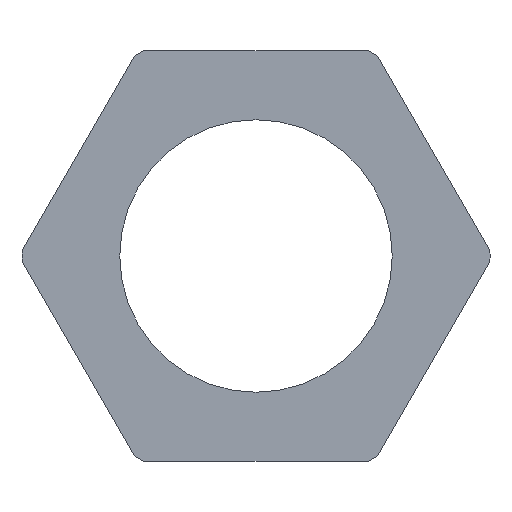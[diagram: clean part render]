
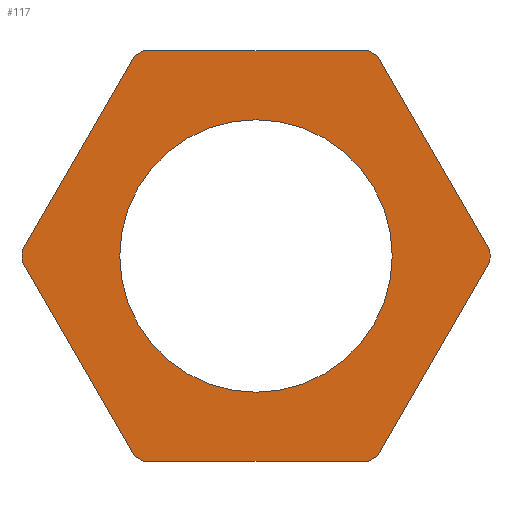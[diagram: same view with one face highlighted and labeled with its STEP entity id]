
A CAD part, front view. The second image highlights one B-rep face of the part: STEP entity #117.
In plain terms, the highlighted planar face has unit normal (0, -1, 0).
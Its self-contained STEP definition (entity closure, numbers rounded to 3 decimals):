
#1 = DIRECTION ( 'NONE',  ( 1., 0., 0. ) ) ;
#4 = AXIS2_PLACEMENT_3D ( 'NONE', #160, #279, #284 ) ;
#22 = CARTESIAN_POINT ( 'NONE',  ( 12.447, -2.575, 0.292 ) ) ;
#23 = ORIENTED_EDGE ( 'NONE', *, *, #405, .T. ) ;
#30 = ORIENTED_EDGE ( 'NONE', *, *, #490, .T. ) ;
#38 = ORIENTED_EDGE ( 'NONE', *, *, #254, .T. ) ;
#43 = VECTOR ( 'NONE', #1, 1000. ) ;
#50 = AXIS2_PLACEMENT_3D ( 'NONE', #246, #172, #551 ) ;
#55 = EDGE_CURVE ( 'NONE', #256, #209, #466, .T. ) ;
#57 = CARTESIAN_POINT ( 'NONE',  ( 0., -2.575, -7.25 ) ) ;
#59 = LINE ( 'NONE', #470, #43 ) ;
#60 = ORIENTED_EDGE ( 'NONE', *, *, #287, .F. ) ;
#65 = AXIS2_PLACEMENT_3D ( 'NONE', #124, #413, #503 ) ;
#81 = CARTESIAN_POINT ( 'NONE',  ( 5.971, -2.575, 10.925 ) ) ;
#85 = CARTESIAN_POINT ( 'NONE',  ( -5.971, -2.575, -10.925 ) ) ;
#88 = VERTEX_POINT ( 'NONE', #552 ) ;
#89 = LINE ( 'NONE', #544, #103 ) ;
#90 = VERTEX_POINT ( 'NONE', #81 ) ;
#91 = CARTESIAN_POINT ( 'NONE',  ( 6.308, -2.575, 10.925 ) ) ;
#102 = ORIENTED_EDGE ( 'NONE', *, *, #335, .T. ) ;
#103 = VECTOR ( 'NONE', #459, 1000. ) ;
#108 = ORIENTED_EDGE ( 'NONE', *, *, #434, .F. ) ;
#112 = CIRCLE ( 'NONE', #245, 12.45 ) ;
#114 = VERTEX_POINT ( 'NONE', #57 ) ;
#116 = CARTESIAN_POINT ( 'NONE',  ( 0., -2.575, 0. ) ) ;
#117 = ADVANCED_FACE ( 'NONE', ( #523, #359 ), #352, .F. ) ;
#124 = CARTESIAN_POINT ( 'NONE',  ( 0., -2.575, 0. ) ) ;
#132 = CIRCLE ( 'NONE', #361, 12.45 ) ;
#133 = VERTEX_POINT ( 'NONE', #390 ) ;
#134 = VERTEX_POINT ( 'NONE', #440 ) ;
#144 = EDGE_CURVE ( 'NONE', #114, #249, #408, .T. ) ;
#155 = CARTESIAN_POINT ( 'NONE',  ( 0., -2.575, 7.25 ) ) ;
#159 = DIRECTION ( 'NONE',  ( 0., -1., 0. ) ) ;
#160 = CARTESIAN_POINT ( 'NONE',  ( 0., -2.575, 0. ) ) ;
#172 = DIRECTION ( 'NONE',  ( 0., 1., 0. ) ) ;
#177 = DIRECTION ( 'NONE',  ( 0., -1., 0. ) ) ;
#190 = AXIS2_PLACEMENT_3D ( 'NONE', #392, #312, #263 ) ;
#192 = VERTEX_POINT ( 'NONE', #270 ) ;
#195 = DIRECTION ( 'NONE',  ( 0., 0., 1. ) ) ;
#197 = EDGE_CURVE ( 'NONE', #256, #547, #296, .T. ) ;
#204 = CARTESIAN_POINT ( 'NONE',  ( -12.447, -2.575, -0.292 ) ) ;
#207 = CIRCLE ( 'NONE', #50, 7.25 ) ;
#208 = ORIENTED_EDGE ( 'NONE', *, *, #320, .T. ) ;
#209 = VERTEX_POINT ( 'NONE', #22 ) ;
#213 = CARTESIAN_POINT ( 'NONE',  ( -12.615, -2.575, 0. ) ) ;
#245 = AXIS2_PLACEMENT_3D ( 'NONE', #494, #317, #496 ) ;
#246 = CARTESIAN_POINT ( 'NONE',  ( 0., -2.575, 0. ) ) ;
#249 = VERTEX_POINT ( 'NONE', #155 ) ;
#254 = EDGE_CURVE ( 'NONE', #88, #547, #112, .T. ) ;
#255 = VECTOR ( 'NONE', #337, 1000. ) ;
#256 = VERTEX_POINT ( 'NONE', #491 ) ;
#259 = VECTOR ( 'NONE', #343, 1000. ) ;
#261 = EDGE_CURVE ( 'NONE', #133, #542, #511, .T. ) ;
#263 = DIRECTION ( 'NONE',  ( 0., 0., 1. ) ) ;
#270 = CARTESIAN_POINT ( 'NONE',  ( -6.476, -2.575, 10.633 ) ) ;
#273 = VECTOR ( 'NONE', #465, 1000. ) ;
#276 = ORIENTED_EDGE ( 'NONE', *, *, #471, .F. ) ;
#279 = DIRECTION ( 'NONE',  ( 0., -1., 0. ) ) ;
#282 = VERTEX_POINT ( 'NONE', #370 ) ;
#283 = ORIENTED_EDGE ( 'NONE', *, *, #520, .F. ) ;
#284 = DIRECTION ( 'NONE',  ( 0., 0., 1. ) ) ;
#287 = EDGE_CURVE ( 'NONE', #88, #542, #89, .T. ) ;
#291 = CARTESIAN_POINT ( 'NONE',  ( 6.476, -2.575, 10.633 ) ) ;
#296 = LINE ( 'NONE', #531, #546 ) ;
#297 = LINE ( 'NONE', #213, #259 ) ;
#298 = ORIENTED_EDGE ( 'NONE', *, *, #197, .F. ) ;
#303 = EDGE_LOOP ( 'NONE', ( #208, #487, #102, #283, #360, #60, #38, #298, #439, #276, #23, #108 ) ) ;
#312 = DIRECTION ( 'NONE',  ( 0., 1., 0. ) ) ;
#314 = LINE ( 'NONE', #91, #255 ) ;
#317 = DIRECTION ( 'NONE',  ( 0., -1., 0. ) ) ;
#320 = EDGE_CURVE ( 'NONE', #282, #192, #410, .T. ) ;
#326 = CARTESIAN_POINT ( 'NONE',  ( 0., -2.575, 0. ) ) ;
#335 = EDGE_CURVE ( 'NONE', #134, #372, #437, .T. ) ;
#337 = DIRECTION ( 'NONE',  ( 0.5, 0., -0.866 ) ) ;
#343 = DIRECTION ( 'NONE',  ( 0.5, 0., 0.866 ) ) ;
#352 = PLANE ( 'NONE',  #190 ) ;
#357 = AXIS2_PLACEMENT_3D ( 'NONE', #326, #501, #369 ) ;
#359 = FACE_OUTER_BOUND ( 'NONE', #303, .T. ) ;
#360 = ORIENTED_EDGE ( 'NONE', *, *, #261, .T. ) ;
#361 = AXIS2_PLACEMENT_3D ( 'NONE', #373, #177, #472 ) ;
#369 = DIRECTION ( 'NONE',  ( 0., 0., 1. ) ) ;
#370 = CARTESIAN_POINT ( 'NONE',  ( -5.971, -2.575, 10.925 ) ) ;
#372 = VERTEX_POINT ( 'NONE', #204 ) ;
#373 = CARTESIAN_POINT ( 'NONE',  ( 0., -2.575, 0. ) ) ;
#378 = EDGE_CURVE ( 'NONE', #134, #192, #297, .T. ) ;
#379 = CARTESIAN_POINT ( 'NONE',  ( -6.308, -2.575, -10.925 ) ) ;
#390 = CARTESIAN_POINT ( 'NONE',  ( -6.476, -2.575, -10.633 ) ) ;
#392 = CARTESIAN_POINT ( 'NONE',  ( 0., -2.575, 0. ) ) ;
#405 = EDGE_CURVE ( 'NONE', #431, #90, #132, .T. ) ;
#408 = CIRCLE ( 'NONE', #539, 7.25 ) ;
#410 = CIRCLE ( 'NONE', #4, 12.45 ) ;
#413 = DIRECTION ( 'NONE',  ( 0., -1., 0. ) ) ;
#415 = AXIS2_PLACEMENT_3D ( 'NONE', #116, #159, #195 ) ;
#431 = VERTEX_POINT ( 'NONE', #291 ) ;
#434 = EDGE_CURVE ( 'NONE', #282, #90, #59, .T. ) ;
#437 = CIRCLE ( 'NONE', #65, 12.45 ) ;
#438 = CARTESIAN_POINT ( 'NONE',  ( 0., -2.575, 0. ) ) ;
#439 = ORIENTED_EDGE ( 'NONE', *, *, #55, .T. ) ;
#440 = CARTESIAN_POINT ( 'NONE',  ( -12.447, -2.575, 0.292 ) ) ;
#448 = DIRECTION ( 'NONE',  ( -0.5, 0., -0.866 ) ) ;
#459 = DIRECTION ( 'NONE',  ( -1., 0., 0. ) ) ;
#465 = DIRECTION ( 'NONE',  ( -0.5, 0., 0.866 ) ) ;
#466 = CIRCLE ( 'NONE', #357, 12.45 ) ;
#470 = CARTESIAN_POINT ( 'NONE',  ( -6.308, -2.575, 10.925 ) ) ;
#471 = EDGE_CURVE ( 'NONE', #431, #209, #314, .T. ) ;
#472 = DIRECTION ( 'NONE',  ( 0., 0., 1. ) ) ;
#474 = EDGE_LOOP ( 'NONE', ( #30, #516 ) ) ;
#480 = LINE ( 'NONE', #379, #273 ) ;
#483 = DIRECTION ( 'NONE',  ( 0., 0., 1. ) ) ;
#484 = DIRECTION ( 'NONE',  ( 0., 1., 0. ) ) ;
#487 = ORIENTED_EDGE ( 'NONE', *, *, #378, .F. ) ;
#490 = EDGE_CURVE ( 'NONE', #249, #114, #207, .T. ) ;
#491 = CARTESIAN_POINT ( 'NONE',  ( 12.447, -2.575, -0.292 ) ) ;
#494 = CARTESIAN_POINT ( 'NONE',  ( 0., -2.575, 0. ) ) ;
#496 = DIRECTION ( 'NONE',  ( 0., 0., 1. ) ) ;
#501 = DIRECTION ( 'NONE',  ( 0., -1., 0. ) ) ;
#503 = DIRECTION ( 'NONE',  ( 0., 0., 1. ) ) ;
#511 = CIRCLE ( 'NONE', #415, 12.45 ) ;
#516 = ORIENTED_EDGE ( 'NONE', *, *, #144, .T. ) ;
#520 = EDGE_CURVE ( 'NONE', #133, #372, #480, .T. ) ;
#523 = FACE_BOUND ( 'NONE', #474, .T. ) ;
#531 = CARTESIAN_POINT ( 'NONE',  ( 12.615, -2.575, 0. ) ) ;
#539 = AXIS2_PLACEMENT_3D ( 'NONE', #438, #484, #483 ) ;
#542 = VERTEX_POINT ( 'NONE', #85 ) ;
#544 = CARTESIAN_POINT ( 'NONE',  ( 6.308, -2.575, -10.925 ) ) ;
#546 = VECTOR ( 'NONE', #448, 1000. ) ;
#547 = VERTEX_POINT ( 'NONE', #549 ) ;
#549 = CARTESIAN_POINT ( 'NONE',  ( 6.476, -2.575, -10.633 ) ) ;
#551 = DIRECTION ( 'NONE',  ( 0., 0., 1. ) ) ;
#552 = CARTESIAN_POINT ( 'NONE',  ( 5.971, -2.575, -10.925 ) ) ;
